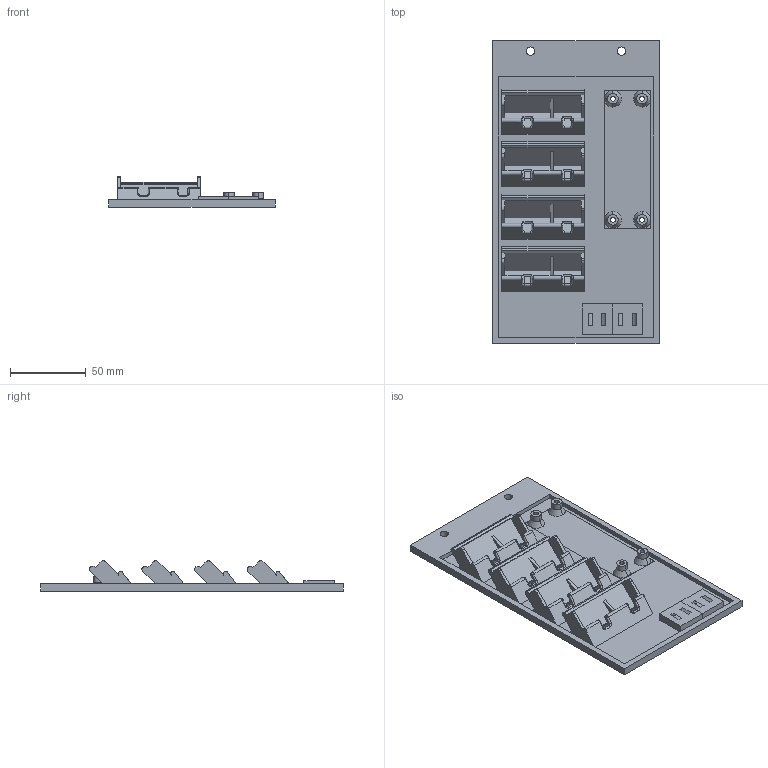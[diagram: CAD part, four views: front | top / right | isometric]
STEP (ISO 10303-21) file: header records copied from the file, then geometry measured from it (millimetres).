
FILE_DESCRIPTION (( 'STEP AP214' ), '1' );
FILE_NAME ('Flisher-Backplate-V2.STEP', '2024-04-11T02:36:24', ( '' ), ( '' ), 'SwSTEP 2.0', 'SolidWorks 2024', '' );
FILE_SCHEMA (( 'AUTOMOTIVE_DESIGN' ));
Length unit declared in the file: millimetre
Products named in the file (5): Flisher-Backplate-v2-Naked; ZipTie-2020notch; Flisher-Backplate-V2; Stealchanger-BTT-U2C-SLDPRT; Stealchanger-Wago-5-3-Custom
Assembly tree (8 placements, depth 2):
  Flisher-Backplate-V2
    Flisher-Backplate-v2-Naked
    Stealchanger-Wago-5-3-Custom  x4
    Stealchanger-BTT-U2C-SLDPRT
    ZipTie-2020notch  x2
Bounding box: 110 x 200 x 20.1 mm (x, y, z)
Volume: 93181.9 mm3; surface area: 78875.6 mm2
Topology: 8 solids, 8 shells, 414 faces, 1020 edges, 632 vertices
Faces by surface type: plane 206, cylinder 136, torus 48, sphere 16, cone 8
Entity records: 5479 total; most frequent: CARTESIAN_POINT 1009, DIRECTION 927, ORIENTED_EDGE 870, EDGE_CURVE 435, AXIS2_PLACEMENT_3D 320, VECTOR 287, LINE 287, VERTEX_POINT 274
